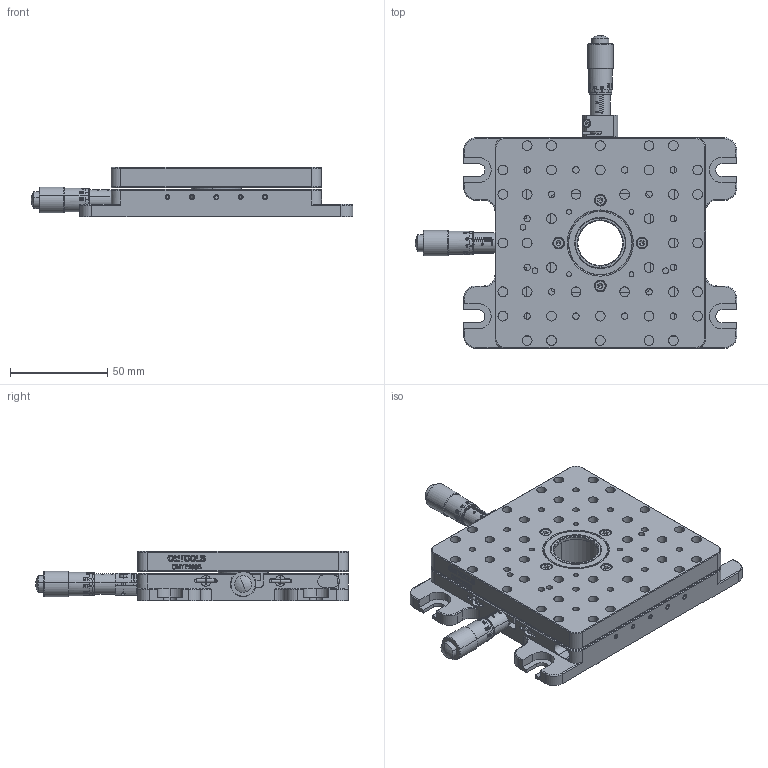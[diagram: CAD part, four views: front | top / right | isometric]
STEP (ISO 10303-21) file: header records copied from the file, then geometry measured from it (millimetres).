
FILE_DESCRIPTION (( 'STEP AP203' ), '1' );
FILE_NAME ('OMYE108B.STEP', '2021-08-05T02:00:02', ( 'User' ), ( 'Microsoft' ), 'SwSTEP 2.0', 'SolidWorks 2018', '' );
FILE_SCHEMA (( 'CONFIG_CONTROL_DESIGN' ));
Length unit declared in the file: millimetre
Products named in the file (1): OMYE108B
Bounding box: 164.9 x 160.47 x 25.4 mm (x, y, z)
Surface area: 70948.2 mm2 (no closed solid volume)
Topology: 0 solids, 68 shells, 826 faces, 4819 edges, 3913 vertices
Faces by surface type: cylinder 369, plane 241, cone 110, torus 60, bspline 42, sphere 4
Entity records: 66539 total; most frequent: CARTESIAN_POINT 31560, DIRECTION 6703, ORIENTED_EDGE 6534, EDGE_CURVE 4809, VERTEX_POINT 3913, AXIS2_PLACEMENT_3D 2474, LINE 1755, VECTOR 1755
